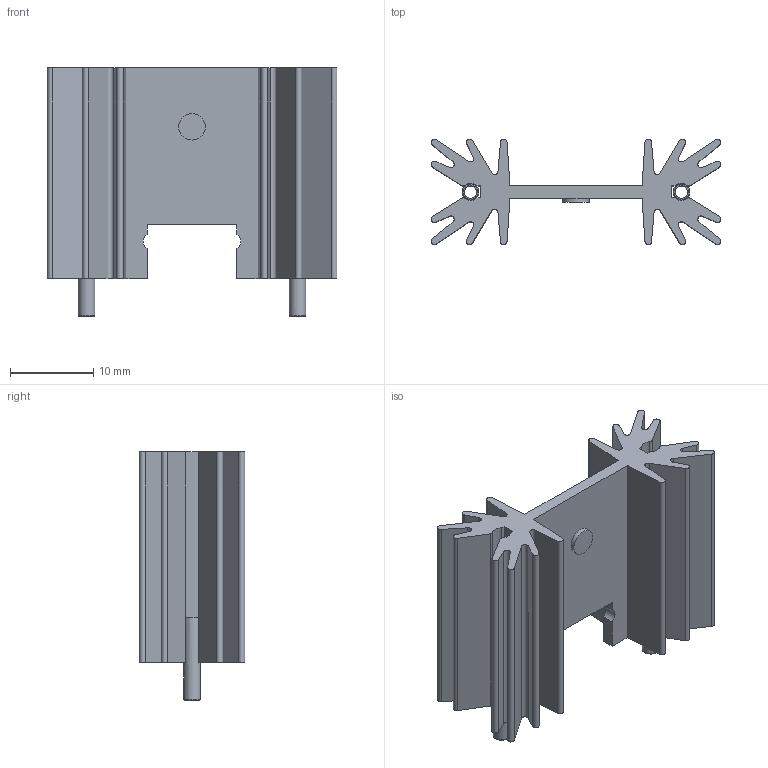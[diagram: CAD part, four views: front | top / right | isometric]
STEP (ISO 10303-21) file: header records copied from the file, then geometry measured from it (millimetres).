
FILE_DESCRIPTION((''),'2;1');
FILE_NAME('SK_104_25.4_STC.stp','2013-05-27T08:26:41',('Lochen'),(''),'Autodesk Inventor 2012','Autodesk Inventor 2012','');
FILE_SCHEMA(('AUTOMOTIVE_DESIGN { 1 0 10303 214 1 1 1 1 }'));
Length unit declared in the file: millimetre
Products named in the file (3): SK_104_25; 001020022; A9001B20100008S
Assembly tree (3 placements, depth 2):
  SK_104_25
    001020022
    A9001B20100008S  x2
Bounding box: 34.9 x 12.7 x 29.9 mm (x, y, z)
Volume: 3761.2 mm3; surface area: 5306.3 mm2
Topology: 3 solids, 3 shells, 208 faces, 603 edges, 402 vertices
Faces by surface type: plane 109, cylinder 95, torus 4
Full cylindrical faces by diameter (mm): 3.2 x1
Entity records: 5644 total; most frequent: CARTESIAN_POINT 1604, ORIENTED_EDGE 856, DIRECTION 820, EDGE_CURVE 428, AXIS2_PLACEMENT_3D 294, VERTEX_POINT 286, VECTOR 232, LINE 232
